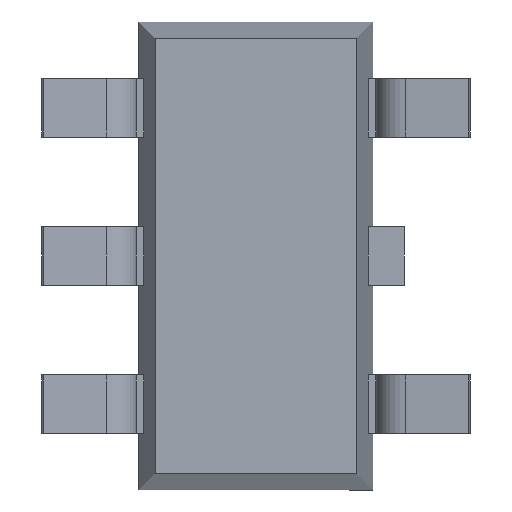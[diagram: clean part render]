
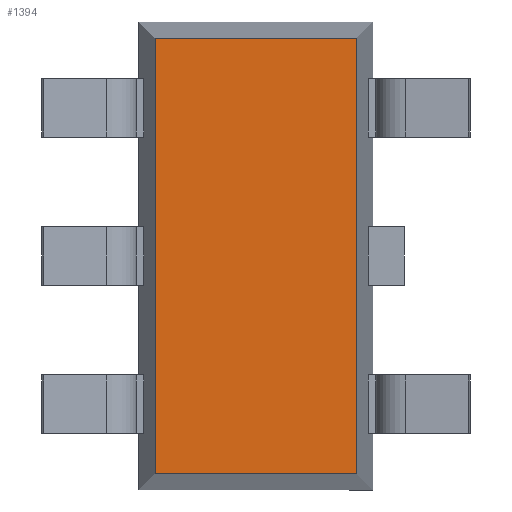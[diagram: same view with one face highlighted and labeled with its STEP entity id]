
A CAD part, front view. The second image highlights one B-rep face of the part: STEP entity #1394.
In plain terms, the highlighted planar face has unit normal (0, -1, 0).
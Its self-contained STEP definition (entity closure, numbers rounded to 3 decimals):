
#4 = LINE ( 'NONE', #860, #313 ) ;
#12 = VERTEX_POINT ( 'NONE', #278 ) ;
#278 = CARTESIAN_POINT ( 'NONE',  ( 0.676, 0.1, 1.396 ) ) ;
#313 = VECTOR ( 'NONE', #353, 1000. ) ;
#353 = DIRECTION ( 'NONE',  ( 0., 0., -1. ) ) ;
#419 = VECTOR ( 'NONE', #3023, 1000. ) ;
#620 = CARTESIAN_POINT ( 'NONE',  ( 0.03, 0.1, 0. ) ) ;
#656 = CARTESIAN_POINT ( 'NONE',  ( -0.72, 0.1, -1.396 ) ) ;
#674 = VERTEX_POINT ( 'NONE', #2569 ) ;
#723 = EDGE_LOOP ( 'NONE', ( #2102, #2776, #2777, #1554 ) ) ;
#860 = CARTESIAN_POINT ( 'NONE',  ( 0.676, 0.1, -1.5 ) ) ;
#1143 = DIRECTION ( 'NONE',  ( 0., 0., 1. ) ) ;
#1273 = FACE_OUTER_BOUND ( 'NONE', #723, .T. ) ;
#1316 = CARTESIAN_POINT ( 'NONE',  ( 0.78, 0.1, 1.396 ) ) ;
#1394 = ADVANCED_FACE ( 'NONE', ( #1273 ), #2539, .T. ) ;
#1425 = CARTESIAN_POINT ( 'NONE',  ( -0.616, 0.1, 1.396 ) ) ;
#1452 = LINE ( 'NONE', #3078, #2052 ) ;
#1459 = LINE ( 'NONE', #1316, #419 ) ;
#1554 = ORIENTED_EDGE ( 'NONE', *, *, #1928, .F. ) ;
#1563 = VECTOR ( 'NONE', #2366, 1000. ) ;
#1568 = EDGE_CURVE ( 'NONE', #2664, #1666, #1452, .T. ) ;
#1570 = DIRECTION ( 'NONE',  ( 0., -1., 0. ) ) ;
#1612 = CARTESIAN_POINT ( 'NONE',  ( -0.616, 0.1, -1.396 ) ) ;
#1664 = EDGE_CURVE ( 'NONE', #674, #2664, #1944, .T. ) ;
#1666 = VERTEX_POINT ( 'NONE', #1425 ) ;
#1803 = DIRECTION ( 'NONE',  ( 1., 0., 0. ) ) ;
#1928 = EDGE_CURVE ( 'NONE', #1666, #12, #1459, .T. ) ;
#1944 = LINE ( 'NONE', #656, #1563 ) ;
#2052 = VECTOR ( 'NONE', #1143, 1000. ) ;
#2102 = ORIENTED_EDGE ( 'NONE', *, *, #1568, .F. ) ;
#2366 = DIRECTION ( 'NONE',  ( -1., 0., 0. ) ) ;
#2521 = AXIS2_PLACEMENT_3D ( 'NONE', #620, #1570, #1803 ) ;
#2536 = EDGE_CURVE ( 'NONE', #12, #674, #4, .T. ) ;
#2539 = PLANE ( 'NONE',  #2521 ) ;
#2569 = CARTESIAN_POINT ( 'NONE',  ( 0.676, 0.1, -1.396 ) ) ;
#2664 = VERTEX_POINT ( 'NONE', #1612 ) ;
#2776 = ORIENTED_EDGE ( 'NONE', *, *, #1664, .F. ) ;
#2777 = ORIENTED_EDGE ( 'NONE', *, *, #2536, .F. ) ;
#3023 = DIRECTION ( 'NONE',  ( 1., 0., 0. ) ) ;
#3078 = CARTESIAN_POINT ( 'NONE',  ( -0.616, 0.1, 1.5 ) ) ;
